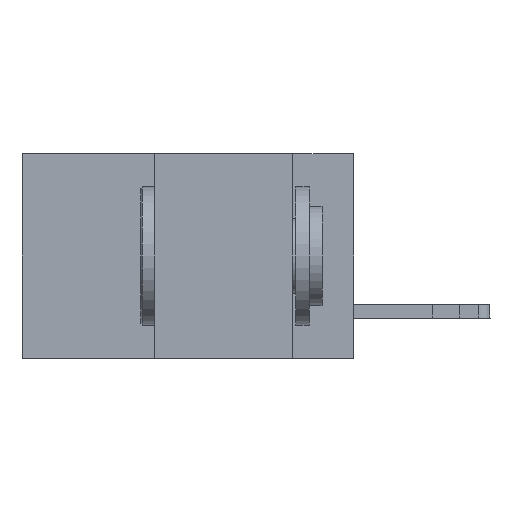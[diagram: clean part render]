
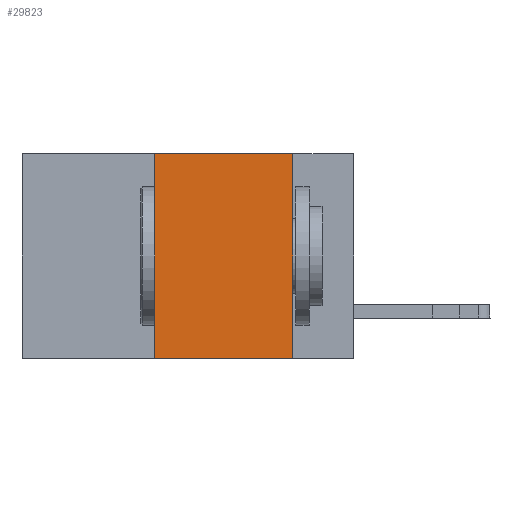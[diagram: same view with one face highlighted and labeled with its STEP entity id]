
A CAD part, left-side view. The second image highlights one B-rep face of the part: STEP entity #29823.
In plain terms, the highlighted planar face has unit normal (-1, 0, 0).
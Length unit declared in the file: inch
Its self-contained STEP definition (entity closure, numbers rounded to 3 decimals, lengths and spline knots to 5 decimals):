
#232 = LINE ( 'NONE', #9146, #28601 ) ;
#795 = PLANE ( 'NONE',  #9452 ) ;
#1677 = FACE_OUTER_BOUND ( 'NONE', #25849, .T. ) ;
#2036 = EDGE_CURVE ( 'NONE', #4769, #10484, #33570, .T. ) ;
#2312 = CARTESIAN_POINT ( 'NONE',  ( 0., 0.11, 0. ) ) ;
#3833 = DIRECTION ( 'NONE',  ( 1., 0., 0. ) ) ;
#4326 = ORIENTED_EDGE ( 'NONE', *, *, #7930, .F. ) ;
#4769 = VERTEX_POINT ( 'NONE', #34648 ) ;
#5016 = VECTOR ( 'NONE', #14805, 39.37008 ) ;
#5358 = DIRECTION ( 'NONE',  ( 0., 0., -1. ) ) ;
#5404 = VERTEX_POINT ( 'NONE', #37340 ) ;
#7930 = EDGE_CURVE ( 'NONE', #26581, #4769, #232, .T. ) ;
#8036 = VECTOR ( 'NONE', #22720, 39.37008 ) ;
#9146 = CARTESIAN_POINT ( 'NONE',  ( 0., 0.6, 0. ) ) ;
#9452 = AXIS2_PLACEMENT_3D ( 'NONE', #21934, #3833, #12968 ) ;
#10194 = ORIENTED_EDGE ( 'NONE', *, *, #2036, .F. ) ;
#10484 = VERTEX_POINT ( 'NONE', #26389 ) ;
#12968 = DIRECTION ( 'NONE',  ( 0., 0., -1. ) ) ;
#14805 = DIRECTION ( 'NONE',  ( 0., -1., 0. ) ) ;
#19556 = CARTESIAN_POINT ( 'NONE',  ( 0., 0.36, 0. ) ) ;
#19964 = CARTESIAN_POINT ( 'NONE',  ( 0., 0.36, 0. ) ) ;
#21934 = CARTESIAN_POINT ( 'NONE',  ( 0., 0.6, 0. ) ) ;
#22424 = ORIENTED_EDGE ( 'NONE', *, *, #33061, .F. ) ;
#22720 = DIRECTION ( 'NONE',  ( 0., 0., 1. ) ) ;
#23477 = ORIENTED_EDGE ( 'NONE', *, *, #24485, .T. ) ;
#24485 = EDGE_CURVE ( 'NONE', #5404, #10484, #35231, .T. ) ;
#25849 = EDGE_LOOP ( 'NONE', ( #10194, #4326, #22424, #23477 ) ) ;
#26389 = CARTESIAN_POINT ( 'NONE',  ( 0., 0.11, -0.37 ) ) ;
#26581 = VERTEX_POINT ( 'NONE', #19964 ) ;
#28601 = VECTOR ( 'NONE', #34945, 39.37008 ) ;
#29823 = ADVANCED_FACE ( 'NONE', ( #1677 ), #795, .F. ) ;
#32641 = VECTOR ( 'NONE', #5358, 39.37008 ) ;
#33061 = EDGE_CURVE ( 'NONE', #5404, #26581, #35412, .T. ) ;
#33570 = LINE ( 'NONE', #2312, #32641 ) ;
#34648 = CARTESIAN_POINT ( 'NONE',  ( 0., 0.11, 0. ) ) ;
#34945 = DIRECTION ( 'NONE',  ( 0., -1., 0. ) ) ;
#35231 = LINE ( 'NONE', #38795, #5016 ) ;
#35412 = LINE ( 'NONE', #19556, #8036 ) ;
#37340 = CARTESIAN_POINT ( 'NONE',  ( 0., 0.36, -0.37 ) ) ;
#38795 = CARTESIAN_POINT ( 'NONE',  ( 0., 0.6, -0.37 ) ) ;
